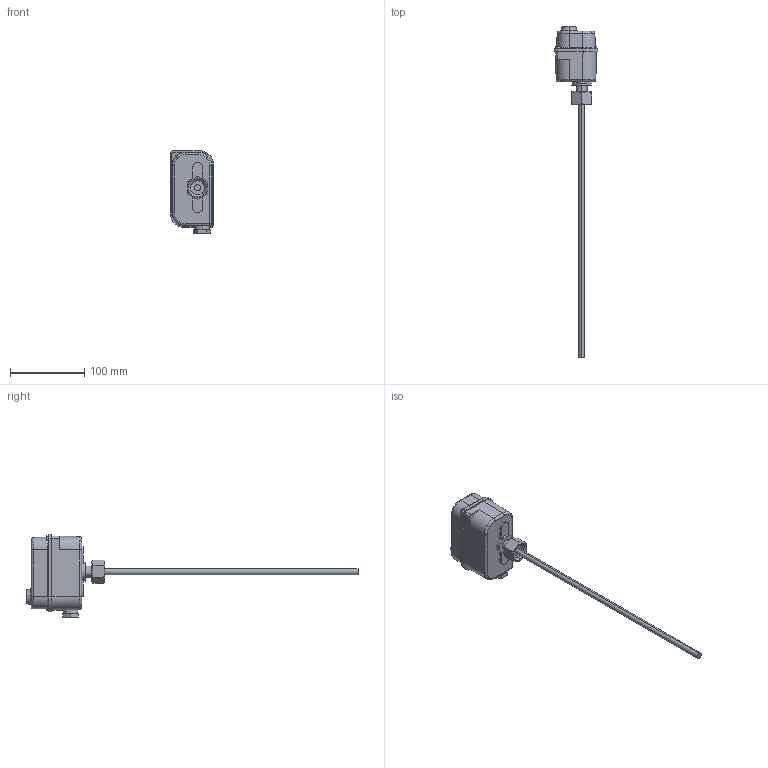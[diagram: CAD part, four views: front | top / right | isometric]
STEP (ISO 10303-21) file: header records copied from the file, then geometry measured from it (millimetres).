
FILE_DESCRIPTION (( 'STEP AP214' ), '1' );
FILE_NAME ('TH140.STEP', '2013-02-19T08:27:43', ( 'Uzivatel' ), ( '' ), 'SwSTEP 2.0', 'SolidWorks 2012', '' );
FILE_SCHEMA (( 'AUTOMOTIVE_DESIGN' ));
Length unit declared in the file: millimetre
Products named in the file (1): TH140
Bounding box: 59 x 448 x 111.74 mm (x, y, z)
Volume: 381102.3 mm3; surface area: 55689.8 mm2
Topology: 4 solids, 4 shells, 154 faces, 356 edges, 219 vertices
Faces by surface type: plane 57, cylinder 43, cone 23, bspline 22, torus 8, sphere 1
Entity records: 5205 total; most frequent: CARTESIAN_POINT 1673, ORIENTED_EDGE 710, DIRECTION 677, EDGE_CURVE 355, AXIS2_PLACEMENT_3D 267, VERTEX_POINT 219, EDGE_LOOP 164, ADVANCED_FACE 154
